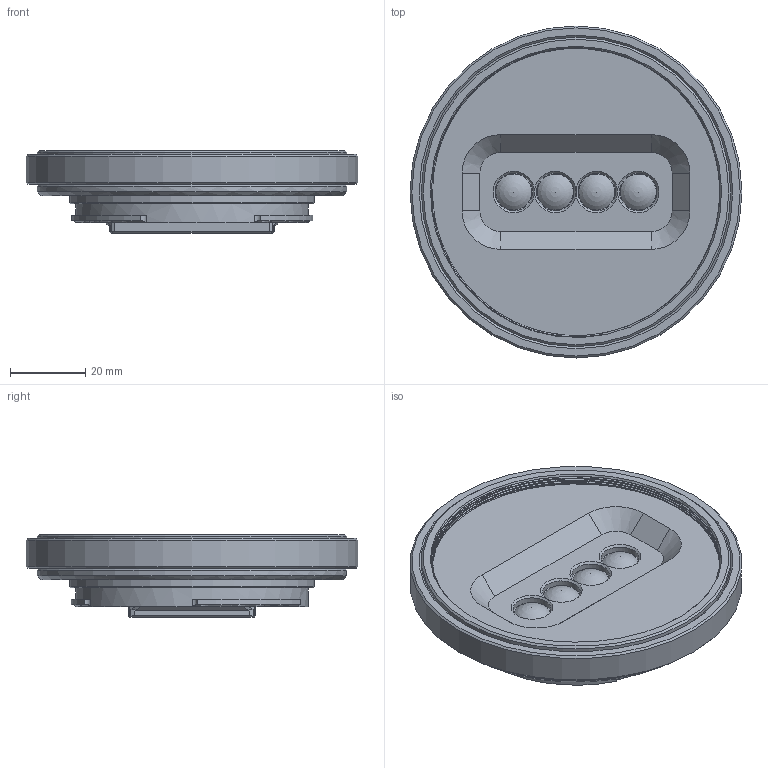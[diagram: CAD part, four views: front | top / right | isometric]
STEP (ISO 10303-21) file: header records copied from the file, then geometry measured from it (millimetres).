
FILE_DESCRIPTION(/* description */ ('Unknown'),/* implementation_level */ '2;1');
FILE_NAME(/* name */ 'nishiKodak-fujiGFX_assembly',/* time_stamp */ '2025-04-08T09:54:00-10:00',/* author */ ('Unknown'),/* organization */ ('Unknown'),/* preprocessor_version */ 'ST-DEVELOPER v18.1',/* originating_system */ 'Solid Edge',/* authorisation */ 'Unknown');
FILE_SCHEMA (('AUTOMOTIVE_DESIGN {1 0 10303 214 3 1 1}'));
Length unit declared in the file: millimetre
Products named in the file (8): nishiKodak; nishiKodak_30mmLens; nishiKodak_GFX_mountFlange; nishiKodak_GFX_mountCap; M1.6_panHead_5mm; nishiKodak_GFX_mountLockRing; nishiKodak_GFX_lensBaffle_short; nishiKodak_GFX_mainBody
Assembly tree (17 placements, depth 2):
  nishiKodak
    nishiKodak_30mmLens  x4
    nishiKodak_GFX_mountFlange
    nishiKodak_GFX_mountCap
    M1.6_panHead_5mm  x8
    nishiKodak_GFX_mountLockRing
    nishiKodak_GFX_lensBaffle_short
    nishiKodak_GFX_mainBody
Bounding box: 88 x 88 x 22 mm (x, y, z)
Volume: 62980.9 mm3; surface area: 45229.8 mm2
Topology: 25 solids, 25 shells, 795 faces, 1961 edges, 1246 vertices
Faces by surface type: plane 369, cylinder 199, cone 166, bspline 26, torus 19, sphere 16
Full cylindrical faces by diameter (mm): 1.4 x8, 1.8 x8, 3 x4, 3.203 x8, 10 x4, 11.507 x4, 58 x2, 61.7 x1, 64.9 x1, 65 x1, 82 x2, 82.125 x1, 88 x1
Entity records: 19820 total; most frequent: CARTESIAN_POINT 6994, DIRECTION 2708, ORIENTED_EDGE 2454, EDGE_CURVE 1227, AXIS2_PLACEMENT_3D 1064, VERTEX_POINT 800, EDGE_LOOP 705, FACE_BOUND 705
